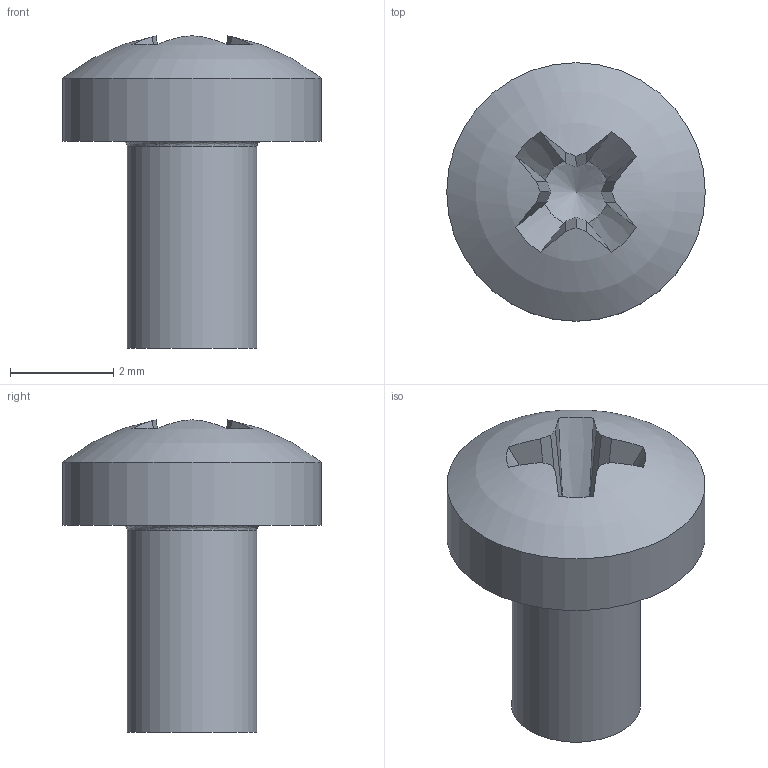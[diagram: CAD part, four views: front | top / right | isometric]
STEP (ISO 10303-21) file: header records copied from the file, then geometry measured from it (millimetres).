
FILE_DESCRIPTION(('FreeCAD Model'),'2;1');
FILE_NAME('Open CASCADE Shape Model','2021-01-02T17:39:36',( 'Leandro Sehnem Heck'),('Heck'),'Open CASCADE STEP processor 7.3', 'FreeCAD','Unknown');
FILE_SCHEMA(('AUTOMOTIVE_DESIGN { 1 0 10303 214 1 1 1 1 }'));
Length unit declared in the file: millimetre
Products named in the file (1): M2.5x4-Screw
Bounding box: 5 x 5 x 6.04 mm (x, y, z)
Volume: 48.8 mm3; surface area: 100.7 mm2
Topology: 1 solids, 1 shells, 27 faces, 71 edges, 46 vertices
Faces by surface type: plane 18, cone 5, cylinder 2, revolution 1, sphere 1
Full cylindrical faces by diameter (mm): 2.5 x1, 5 x1
Entity records: 888 total; most frequent: DIRECTION 182, CARTESIAN_POINT 145, ORIENTED_EDGE 140, AXIS2_PLACEMENT_3D 83, EDGE_CURVE 70, VERTEX_POINT 46, CIRCLE 32, FACE_BOUND 28
